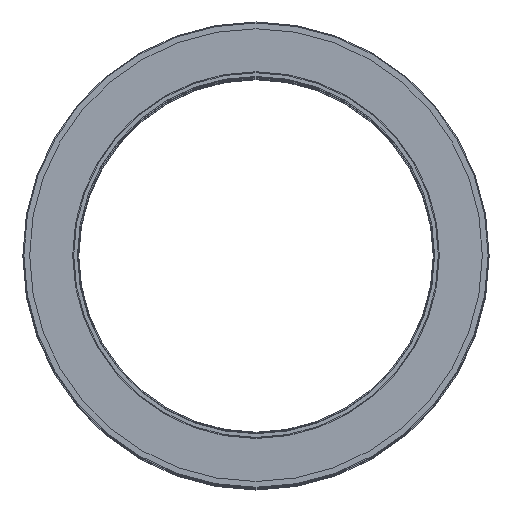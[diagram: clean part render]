
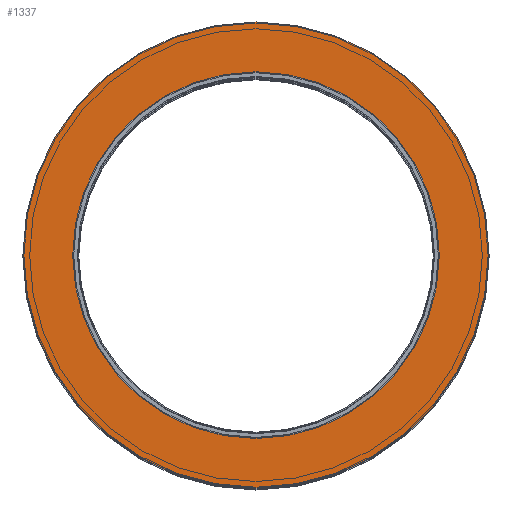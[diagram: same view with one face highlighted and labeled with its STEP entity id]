
A CAD part, top view. The second image highlights one B-rep face of the part: STEP entity #1337.
In plain terms, the highlighted planar face has unit normal (0, 0, 1).
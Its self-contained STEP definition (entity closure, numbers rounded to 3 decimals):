
#32 = EDGE_LOOP ( 'NONE', ( #1348, #1346 ) ) ;
#73 = EDGE_CURVE ( 'NONE', #74, #75, #575, .T. ) ;
#74 = VERTEX_POINT ( 'NONE', #570 ) ;
#75 = VERTEX_POINT ( 'NONE', #569 ) ;
#91 = VERTEX_POINT ( 'NONE', #594 ) ;
#92 = EDGE_CURVE ( 'NONE', #91, #95, #660, .T. ) ;
#95 = VERTEX_POINT ( 'NONE', #655 ) ;
#569 = CARTESIAN_POINT ( 'NONE',  ( -182.25, 0., 500. ) ) ;
#570 = CARTESIAN_POINT ( 'NONE',  ( 182.25, 0., 500. ) ) ;
#571 = DIRECTION ( 'NONE',  ( 1., 0., 0. ) ) ;
#572 = DIRECTION ( 'NONE',  ( 0., 0., 1. ) ) ;
#573 = CARTESIAN_POINT ( 'NONE',  ( 0., 0., 500. ) ) ;
#574 = AXIS2_PLACEMENT_3D ( 'NONE', #573, #572, #571 ) ;
#575 = CIRCLE ( 'NONE', #574, 182.25 ) ;
#594 = CARTESIAN_POINT ( 'NONE',  ( 231.75, 0., 500. ) ) ;
#655 = CARTESIAN_POINT ( 'NONE',  ( -231.75, 0., 500. ) ) ;
#656 = DIRECTION ( 'NONE',  ( 1., 0., 0. ) ) ;
#657 = DIRECTION ( 'NONE',  ( 0., 0., 1. ) ) ;
#658 = CARTESIAN_POINT ( 'NONE',  ( 0., 0., 500. ) ) ;
#659 = AXIS2_PLACEMENT_3D ( 'NONE', #658, #657, #656 ) ;
#660 = CIRCLE ( 'NONE', #659, 231.75 ) ;
#1262 = DIRECTION ( 'NONE',  ( 1., 0., 0. ) ) ;
#1263 = DIRECTION ( 'NONE',  ( 0., 0., 1. ) ) ;
#1264 = CARTESIAN_POINT ( 'NONE',  ( 0., 0., 500. ) ) ;
#1265 = AXIS2_PLACEMENT_3D ( 'NONE', #1264, #1263, #1262 ) ;
#1266 = DIRECTION ( 'NONE',  ( 1., 0., 0. ) ) ;
#1267 = DIRECTION ( 'NONE',  ( 0., 0., 1. ) ) ;
#1268 = AXIS2_PLACEMENT_3D ( 'NONE', #1270, #1267, #1266 ) ;
#1269 = CIRCLE ( 'NONE', #1265, 182.25 ) ;
#1270 = CARTESIAN_POINT ( 'NONE',  ( 0., 182.25, 500. ) ) ;
#1271 = PLANE ( 'NONE',  #1268 ) ;
#1272 = FACE_BOUND ( 'NONE', #1352, .T. ) ;
#1278 = FACE_OUTER_BOUND ( 'NONE', #32, .T. ) ;
#1299 = DIRECTION ( 'NONE',  ( 1., 0., 0. ) ) ;
#1300 = DIRECTION ( 'NONE',  ( 0., 0., 1. ) ) ;
#1301 = CARTESIAN_POINT ( 'NONE',  ( 0., 0., 500. ) ) ;
#1302 = AXIS2_PLACEMENT_3D ( 'NONE', #1301, #1300, #1299 ) ;
#1303 = CIRCLE ( 'NONE', #1302, 231.75 ) ;
#1337 = ADVANCED_FACE ( 'NONE', ( #1278, #1272 ), #1271, .T. ) ;
#1338 = EDGE_CURVE ( 'NONE', #75, #74, #1269, .T. ) ;
#1346 = ORIENTED_EDGE ( 'NONE', *, *, #1349, .T. ) ;
#1348 = ORIENTED_EDGE ( 'NONE', *, *, #92, .T. ) ;
#1349 = EDGE_CURVE ( 'NONE', #95, #91, #1303, .T. ) ;
#1350 = ORIENTED_EDGE ( 'NONE', *, *, #1338, .F. ) ;
#1352 = EDGE_LOOP ( 'NONE', ( #1353, #1350 ) ) ;
#1353 = ORIENTED_EDGE ( 'NONE', *, *, #73, .F. ) ;
